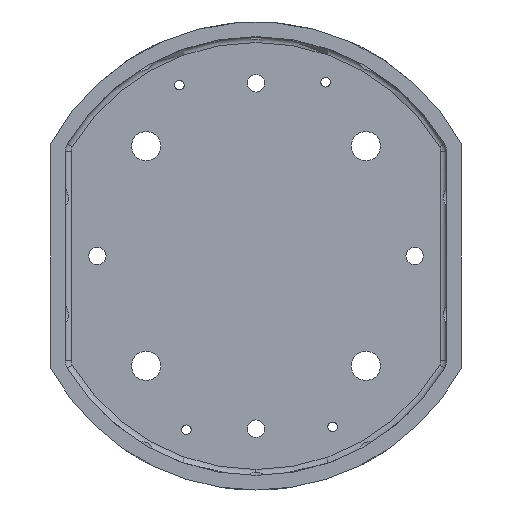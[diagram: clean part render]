
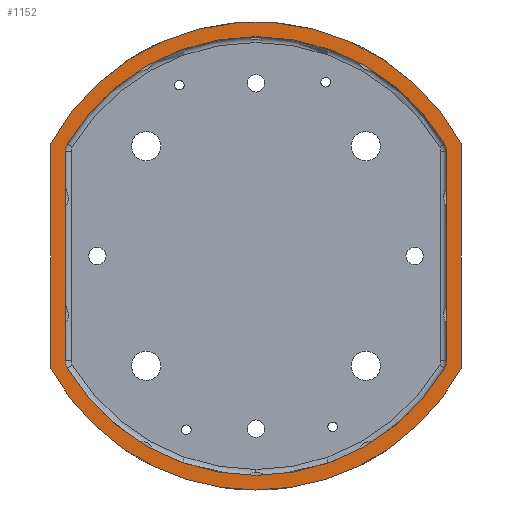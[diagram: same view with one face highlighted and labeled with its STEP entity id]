
A CAD part, front view. The second image highlights one B-rep face of the part: STEP entity #1152.
In plain terms, the highlighted planar face has unit normal (0, -1, 0).
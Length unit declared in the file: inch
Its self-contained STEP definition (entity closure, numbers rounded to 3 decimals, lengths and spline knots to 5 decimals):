
#86 = DIRECTION ( 'NONE',  ( 0., 0., 1. ) ) ;
#87 = DIRECTION ( 'NONE',  ( 0., 1., 0. ) ) ;
#88 = CARTESIAN_POINT ( 'NONE',  ( 0., -0.75, 0. ) ) ;
#93 = DIRECTION ( 'NONE',  ( 0., 0., 1. ) ) ;
#95 = DIRECTION ( 'NONE',  ( 0., 1., 0. ) ) ;
#96 = CARTESIAN_POINT ( 'NONE',  ( 0., -0.75, 0. ) ) ;
#317 = DIRECTION ( 'NONE',  ( 0., 0., 1. ) ) ;
#362 = DIRECTION ( 'NONE',  ( 0., 1., 0. ) ) ;
#363 = CARTESIAN_POINT ( 'NONE',  ( 0., -0.75, 0. ) ) ;
#523 = EDGE_LOOP ( 'NONE', ( #3890, #3891, #3892, #3893, #3894, #3895, #3896, #3897, #3898 ) ) ;
#524 = EDGE_LOOP ( 'NONE', ( #1199, #1200, #1201, #1202, #1203 ) ) ;
#548 = VERTEX_POINT ( 'NONE', #2223 ) ;
#666 = VERTEX_POINT ( 'NONE', #2336 ) ;
#679 = VERTEX_POINT ( 'NONE', #2638 ) ;
#689 = VERTEX_POINT ( 'NONE', #2696 ) ;
#699 = VERTEX_POINT ( 'NONE', #2637 ) ;
#740 = VERTEX_POINT ( 'NONE', #2684 ) ;
#746 = VERTEX_POINT ( 'NONE', #2271 ) ;
#749 = VERTEX_POINT ( 'NONE', #2610 ) ;
#753 = VERTEX_POINT ( 'NONE', #2358 ) ;
#765 = VERTEX_POINT ( 'NONE', #2170 ) ;
#844 = AXIS2_PLACEMENT_3D ( 'NONE', #3491, #3493, #3468 ) ;
#880 = VERTEX_POINT ( 'NONE', #2160 ) ;
#882 = VERTEX_POINT ( 'NONE', #2158 ) ;
#908 = VERTEX_POINT ( 'NONE', #2248 ) ;
#927 = VERTEX_POINT ( 'NONE', #2561 ) ;
#1017 = DIRECTION ( 'NONE',  ( 0., 0., -1. ) ) ;
#1152 = ADVANCED_FACE ( 'NONE', ( #4426, #4432 ), #3472, .F. ) ;
#1199 = ORIENTED_EDGE ( 'NONE', *, *, #3279, .F. ) ;
#1200 = ORIENTED_EDGE ( 'NONE', *, *, #5496, .F. ) ;
#1201 = ORIENTED_EDGE ( 'NONE', *, *, #3283, .F. ) ;
#1202 = ORIENTED_EDGE ( 'NONE', *, *, #5490, .F. ) ;
#1203 = ORIENTED_EDGE ( 'NONE', *, *, #3275, .F. ) ;
#1311 = CARTESIAN_POINT ( 'NONE',  ( -3.509, -0.75, 1.92014 ) ) ;
#1312 = DIRECTION ( 'NONE',  ( 0., 0., 1. ) ) ;
#1321 = DIRECTION ( 'NONE',  ( 0., 0., -1. ) ) ;
#1331 = CARTESIAN_POINT ( 'NONE',  ( 3.509, -0.75, 1.92014 ) ) ;
#1547 = CARTESIAN_POINT ( 'NONE',  ( 0., -0.75, 0. ) ) ;
#1548 = DIRECTION ( 'NONE',  ( 0., -1., 0. ) ) ;
#1549 = DIRECTION ( 'NONE',  ( 0., 0., -1. ) ) ;
#2098 = EDGE_CURVE ( 'NONE', #548, #753, #4526, .T. ) ;
#2158 = CARTESIAN_POINT ( 'NONE',  ( -3.22393, -0.75, 1.91541 ) ) ;
#2160 = CARTESIAN_POINT ( 'NONE',  ( -3.259, -0.75, 1.78771 ) ) ;
#2170 = CARTESIAN_POINT ( 'NONE',  ( -3.509, -0.75, -1.92014 ) ) ;
#2223 = CARTESIAN_POINT ( 'NONE',  ( -3.22393, -0.75, -1.91541 ) ) ;
#2248 = CARTESIAN_POINT ( 'NONE',  ( 3.259, -0.75, -1.78771 ) ) ;
#2271 = CARTESIAN_POINT ( 'NONE',  ( 0., -0.75, -4. ) ) ;
#2336 = CARTESIAN_POINT ( 'NONE',  ( 3.259, -0.75, 1.78771 ) ) ;
#2358 = CARTESIAN_POINT ( 'NONE',  ( 0., -0.75, -3.75 ) ) ;
#2561 = CARTESIAN_POINT ( 'NONE',  ( 3.22393, -0.75, 1.91541 ) ) ;
#2610 = CARTESIAN_POINT ( 'NONE',  ( -3.509, -0.75, 1.92014 ) ) ;
#2637 = CARTESIAN_POINT ( 'NONE',  ( 3.509, -0.75, 1.92014 ) ) ;
#2638 = CARTESIAN_POINT ( 'NONE',  ( -3.259, -0.75, -1.78771 ) ) ;
#2684 = CARTESIAN_POINT ( 'NONE',  ( 3.509, -0.75, -1.92014 ) ) ;
#2696 = CARTESIAN_POINT ( 'NONE',  ( 3.22393, -0.75, -1.91541 ) ) ;
#2749 = DIRECTION ( 'NONE',  ( 0., 0., 1. ) ) ;
#2752 = DIRECTION ( 'NONE',  ( 0., 1., 0. ) ) ;
#2754 = CARTESIAN_POINT ( 'NONE',  ( -3.009, -0.75, -1.78771 ) ) ;
#2756 = DIRECTION ( 'NONE',  ( 0., 0., 1. ) ) ;
#2757 = DIRECTION ( 'NONE',  ( 0., 1., 0. ) ) ;
#2759 = CARTESIAN_POINT ( 'NONE',  ( 3.009, -0.75, -1.78771 ) ) ;
#2763 = DIRECTION ( 'NONE',  ( 0., 0., 1. ) ) ;
#2765 = DIRECTION ( 'NONE',  ( 0., 1., 0. ) ) ;
#2766 = CARTESIAN_POINT ( 'NONE',  ( 3.009, -0.75, 1.78771 ) ) ;
#2770 = DIRECTION ( 'NONE',  ( 0., 0., 1. ) ) ;
#2772 = DIRECTION ( 'NONE',  ( 0., 1., 0. ) ) ;
#2774 = CARTESIAN_POINT ( 'NONE',  ( -3.009, -0.75, 1.78771 ) ) ;
#2777 = DIRECTION ( 'NONE',  ( 0., 0., 1. ) ) ;
#2785 = CARTESIAN_POINT ( 'NONE',  ( 3.259, -0.75, 1.85511 ) ) ;
#2843 = DIRECTION ( 'NONE',  ( 0., 0., -1. ) ) ;
#2844 = CARTESIAN_POINT ( 'NONE',  ( -3.259, -0.75, 1.85511 ) ) ;
#3036 = DIRECTION ( 'NONE',  ( 0., -1., 0. ) ) ;
#3037 = CARTESIAN_POINT ( 'NONE',  ( 0., -0.75, 0. ) ) ;
#3060 = AXIS2_PLACEMENT_3D ( 'NONE', #5240, #4884, #5049 ) ;
#3117 = AXIS2_PLACEMENT_3D ( 'NONE', #96, #95, #93 ) ;
#3119 = AXIS2_PLACEMENT_3D ( 'NONE', #88, #87, #86 ) ;
#3120 = AXIS2_PLACEMENT_3D ( 'NONE', #363, #362, #317 ) ;
#3123 = AXIS2_PLACEMENT_3D ( 'NONE', #3037, #3036, #1017 ) ;
#3149 = AXIS2_PLACEMENT_3D ( 'NONE', #2774, #2772, #2770 ) ;
#3150 = AXIS2_PLACEMENT_3D ( 'NONE', #2766, #2765, #2763 ) ;
#3151 = AXIS2_PLACEMENT_3D ( 'NONE', #2759, #2757, #2756 ) ;
#3152 = AXIS2_PLACEMENT_3D ( 'NONE', #2754, #2752, #2749 ) ;
#3275 = EDGE_CURVE ( 'NONE', #746, #765, #4633, .T. ) ;
#3279 = EDGE_CURVE ( 'NONE', #740, #746, #4641, .T. ) ;
#3283 = EDGE_CURVE ( 'NONE', #749, #699, #4644, .T. ) ;
#3297 = EDGE_CURVE ( 'NONE', #927, #882, #4651, .T. ) ;
#3468 = DIRECTION ( 'NONE',  ( 0., 0., 1. ) ) ;
#3472 = PLANE ( 'NONE',  #844 ) ;
#3491 = CARTESIAN_POINT ( 'NONE',  ( 0., -0.75, 0. ) ) ;
#3493 = DIRECTION ( 'NONE',  ( 0., 1., 0. ) ) ;
#3890 = ORIENTED_EDGE ( 'NONE', *, *, #5443, .F. ) ;
#3891 = ORIENTED_EDGE ( 'NONE', *, *, #5466, .T. ) ;
#3892 = ORIENTED_EDGE ( 'NONE', *, *, #3297, .F. ) ;
#3893 = ORIENTED_EDGE ( 'NONE', *, *, #5467, .T. ) ;
#3894 = ORIENTED_EDGE ( 'NONE', *, *, #5468, .F. ) ;
#3895 = ORIENTED_EDGE ( 'NONE', *, *, #5469, .T. ) ;
#3896 = ORIENTED_EDGE ( 'NONE', *, *, #5994, .F. ) ;
#3897 = ORIENTED_EDGE ( 'NONE', *, *, #2098, .F. ) ;
#3898 = ORIENTED_EDGE ( 'NONE', *, *, #5470, .T. ) ;
#4426 = FACE_BOUND ( 'NONE', #523, .T. ) ;
#4432 = FACE_OUTER_BOUND ( 'NONE', #524, .T. ) ;
#4526 = CIRCLE ( 'NONE', #3060, 3.75 ) ;
#4633 = CIRCLE ( 'NONE', #3117, 4. ) ;
#4641 = CIRCLE ( 'NONE', #3119, 4. ) ;
#4644 = CIRCLE ( 'NONE', #3120, 4. ) ;
#4651 = CIRCLE ( 'NONE', #3123, 3.75 ) ;
#4683 = LINE ( 'NONE', #2844, #4686 ) ;
#4686 = VECTOR ( 'NONE', #2843, 39.37008 ) ;
#4702 = CIRCLE ( 'NONE', #3150, 0.25 ) ;
#4720 = CIRCLE ( 'NONE', #3149, 0.25 ) ;
#4722 = LINE ( 'NONE', #2785, #4724 ) ;
#4723 = CIRCLE ( 'NONE', #3151, 0.25 ) ;
#4724 = VECTOR ( 'NONE', #2777, 39.37008 ) ;
#4725 = CIRCLE ( 'NONE', #3152, 0.25 ) ;
#4753 = LINE ( 'NONE', #1311, #4755 ) ;
#4755 = VECTOR ( 'NONE', #1312, 39.37008 ) ;
#4760 = LINE ( 'NONE', #1331, #4763 ) ;
#4763 = VECTOR ( 'NONE', #1321, 39.37008 ) ;
#4828 = CIRCLE ( 'NONE', #5348, 3.75 ) ;
#4884 = DIRECTION ( 'NONE',  ( 0., -1., 0. ) ) ;
#5049 = DIRECTION ( 'NONE',  ( 0., 0., -1. ) ) ;
#5240 = CARTESIAN_POINT ( 'NONE',  ( 0., -0.75, 0. ) ) ;
#5348 = AXIS2_PLACEMENT_3D ( 'NONE', #1547, #1548, #1549 ) ;
#5443 = EDGE_CURVE ( 'NONE', #880, #679, #4683, .T. ) ;
#5466 = EDGE_CURVE ( 'NONE', #880, #882, #4720, .T. ) ;
#5467 = EDGE_CURVE ( 'NONE', #927, #666, #4702, .T. ) ;
#5468 = EDGE_CURVE ( 'NONE', #908, #666, #4722, .T. ) ;
#5469 = EDGE_CURVE ( 'NONE', #908, #689, #4723, .T. ) ;
#5470 = EDGE_CURVE ( 'NONE', #548, #679, #4725, .T. ) ;
#5490 = EDGE_CURVE ( 'NONE', #765, #749, #4753, .T. ) ;
#5496 = EDGE_CURVE ( 'NONE', #699, #740, #4760, .T. ) ;
#5994 = EDGE_CURVE ( 'NONE', #753, #689, #4828, .T. ) ;
